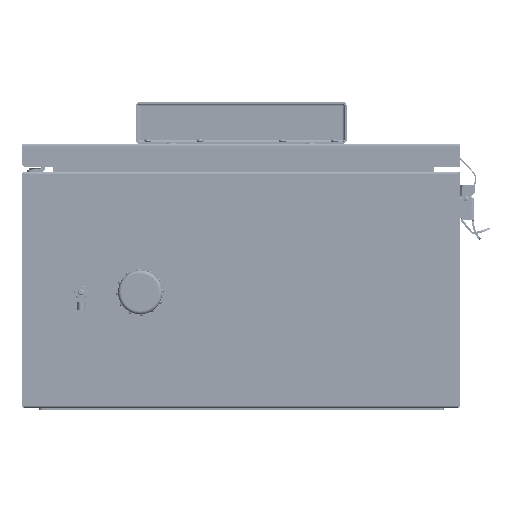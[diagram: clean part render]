
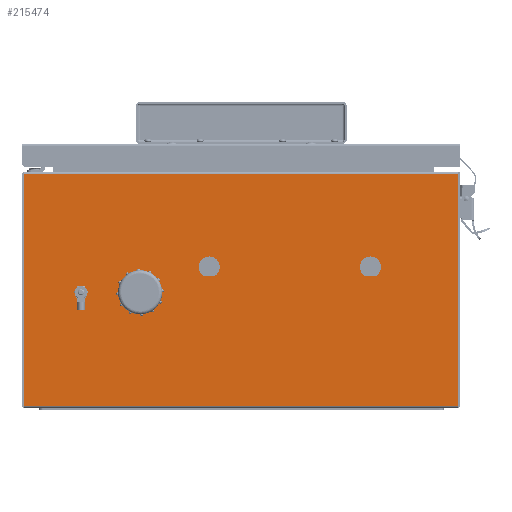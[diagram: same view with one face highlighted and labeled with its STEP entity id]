
A CAD part, front view. The second image highlights one B-rep face of the part: STEP entity #215474.
In plain terms, the highlighted planar face has unit normal (0, -1, 0).
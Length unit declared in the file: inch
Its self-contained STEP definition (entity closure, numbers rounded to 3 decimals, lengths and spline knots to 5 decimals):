
#4951 = ORIENTED_EDGE ( 'NONE', *, *, #65680, .F. ) ;
#6526 = EDGE_CURVE ( 'NONE', #163971, #183276, #106612, .T. ) ;
#9001 = CARTESIAN_POINT ( 'NONE',  ( -6.435, -7.25, 0.005 ) ) ;
#9399 = CARTESIAN_POINT ( 'NONE',  ( -4.75, -7.25, 3.365 ) ) ;
#15263 = CARTESIAN_POINT ( 'NONE',  ( -4.75, -7.25, 3.263 ) ) ;
#18470 = EDGE_CURVE ( 'NONE', #50368, #30576, #72374, .T. ) ;
#19718 = FACE_OUTER_BOUND ( 'NONE', #171938, .T. ) ;
#24421 = EDGE_CURVE ( 'NONE', #43522, #66312, #162410, .T. ) ;
#25901 = EDGE_CURVE ( 'NONE', #30483, #142210, #113862, .T. ) ;
#27771 = FACE_BOUND ( 'NONE', #216661, .T. ) ;
#30483 = VERTEX_POINT ( 'NONE', #114786 ) ;
#30576 = VERTEX_POINT ( 'NONE', #47906 ) ;
#31620 = PLANE ( 'NONE',  #92838 ) ;
#33917 = CIRCLE ( 'NONE', #117592, 0.102 ) ;
#36266 = VERTEX_POINT ( 'NONE', #210800 ) ;
#36985 = ORIENTED_EDGE ( 'NONE', *, *, #111958, .F. ) ;
#37094 = CARTESIAN_POINT ( 'NONE',  ( -1.11482, -7.25, 3.8495 ) ) ;
#38367 = ORIENTED_EDGE ( 'NONE', *, *, #18470, .F. ) ;
#43522 = VERTEX_POINT ( 'NONE', #88549 ) ;
#45288 = ORIENTED_EDGE ( 'NONE', *, *, #25901, .F. ) ;
#45963 = ORIENTED_EDGE ( 'NONE', *, *, #81358, .F. ) ;
#47906 = CARTESIAN_POINT ( 'NONE',  ( -0.78518, -7.25, 3.8495 ) ) ;
#48923 = CIRCLE ( 'NONE', #63674, 0.3125 ) ;
#50368 = VERTEX_POINT ( 'NONE', #37094 ) ;
#51707 = CARTESIAN_POINT ( 'NONE',  ( 3.66518, -7.25, 3.8495 ) ) ;
#51743 = DIRECTION ( 'NONE',  ( 0., -1., 0. ) ) ;
#56134 = ORIENTED_EDGE ( 'NONE', *, *, #79228, .F. ) ;
#61388 = CARTESIAN_POINT ( 'NONE',  ( 6.435, -7.25, 6.875 ) ) ;
#61558 = ORIENTED_EDGE ( 'NONE', *, *, #208167, .F. ) ;
#63674 = AXIS2_PLACEMENT_3D ( 'NONE', #188047, #187320, #188775 ) ;
#64720 = DIRECTION ( 'NONE',  ( 0., -1., 0. ) ) ;
#64893 = FACE_BOUND ( 'NONE', #119066, .T. ) ;
#65680 = EDGE_CURVE ( 'NONE', #30576, #50368, #48923, .T. ) ;
#66312 = VERTEX_POINT ( 'NONE', #88953 ) ;
#68041 = AXIS2_PLACEMENT_3D ( 'NONE', #98493, #148955, #198806 ) ;
#72374 = LINE ( 'NONE', #124837, #202611 ) ;
#74898 = CARTESIAN_POINT ( 'NONE',  ( 6.435, -7.25, 0. ) ) ;
#76269 = DIRECTION ( 'NONE',  ( 0., 0., -1. ) ) ;
#79228 = EDGE_CURVE ( 'NONE', #199028, #102288, #140891, .T. ) ;
#81358 = EDGE_CURVE ( 'NONE', #66312, #43522, #106072, .T. ) ;
#84969 = ORIENTED_EDGE ( 'NONE', *, *, #159098, .F. ) ;
#86674 = CARTESIAN_POINT ( 'NONE',  ( 3.83, -7.25, 4.115 ) ) ;
#88549 = CARTESIAN_POINT ( 'NONE',  ( 3.66518, -7.25, 3.8495 ) ) ;
#88953 = CARTESIAN_POINT ( 'NONE',  ( 3.99482, -7.25, 3.8495 ) ) ;
#90923 = DIRECTION ( 'NONE',  ( 0., -1., 0. ) ) ;
#92838 = AXIS2_PLACEMENT_3D ( 'NONE', #150486, #200310, #218741 ) ;
#93139 = EDGE_CURVE ( 'NONE', #36266, #199028, #118516, .T. ) ;
#94689 = CARTESIAN_POINT ( 'NONE',  ( -3., -7.25, 3.81 ) ) ;
#94797 = DIRECTION ( 'NONE',  ( 0., -1., 0. ) ) ;
#98493 = CARTESIAN_POINT ( 'NONE',  ( -3., -7.25, 3.365 ) ) ;
#101799 = CARTESIAN_POINT ( 'NONE',  ( 6.435, -7.25, 0.005 ) ) ;
#102288 = VERTEX_POINT ( 'NONE', #101799 ) ;
#103225 = CIRCLE ( 'NONE', #195071, 0.445 ) ;
#105434 = DIRECTION ( 'NONE',  ( 0., 0., -1. ) ) ;
#106072 = CIRCLE ( 'NONE', #160428, 0.3125 ) ;
#106612 = CIRCLE ( 'NONE', #167001, 0.102 ) ;
#108553 = ORIENTED_EDGE ( 'NONE', *, *, #93139, .F. ) ;
#110099 = FACE_BOUND ( 'NONE', #124800, .T. ) ;
#111958 = EDGE_CURVE ( 'NONE', #102288, #141184, #154855, .T. ) ;
#113862 = CIRCLE ( 'NONE', #68041, 0.445 ) ;
#114786 = CARTESIAN_POINT ( 'NONE',  ( -3., -7.25, 2.92 ) ) ;
#115969 = EDGE_CURVE ( 'NONE', #141184, #36266, #212801, .T. ) ;
#117546 = ORIENTED_EDGE ( 'NONE', *, *, #24421, .F. ) ;
#117592 = AXIS2_PLACEMENT_3D ( 'NONE', #148615, #64720, #183643 ) ;
#118516 = LINE ( 'NONE', #122687, #195715 ) ;
#119066 = EDGE_LOOP ( 'NONE', ( #84969, #166195 ) ) ;
#122687 = CARTESIAN_POINT ( 'NONE',  ( 0., -7.25, 6.875 ) ) ;
#124800 = EDGE_LOOP ( 'NONE', ( #45288, #61558 ) ) ;
#124837 = CARTESIAN_POINT ( 'NONE',  ( -0.78518, -7.25, 3.8495 ) ) ;
#134241 = CARTESIAN_POINT ( 'NONE',  ( -4.75, -7.25, 3.467 ) ) ;
#137166 = DIRECTION ( 'NONE',  ( 0., 0., -1. ) ) ;
#139784 = DIRECTION ( 'NONE',  ( 1., 0., 0. ) ) ;
#140891 = LINE ( 'NONE', #74898, #143631 ) ;
#141184 = VERTEX_POINT ( 'NONE', #9001 ) ;
#142210 = VERTEX_POINT ( 'NONE', #94689 ) ;
#143631 = VECTOR ( 'NONE', #105434, 39.37008 ) ;
#144321 = CARTESIAN_POINT ( 'NONE',  ( -3., -7.25, 3.365 ) ) ;
#148615 = CARTESIAN_POINT ( 'NONE',  ( -4.75, -7.25, 3.365 ) ) ;
#148955 = DIRECTION ( 'NONE',  ( 0., -1., 0. ) ) ;
#149142 = VECTOR ( 'NONE', #181735, 39.37008 ) ;
#150486 = CARTESIAN_POINT ( 'NONE',  ( 0., -7.25, 0. ) ) ;
#154855 = LINE ( 'NONE', #184769, #213137 ) ;
#156847 = DIRECTION ( 'NONE',  ( 1., 0., 0. ) ) ;
#159098 = EDGE_CURVE ( 'NONE', #183276, #163971, #33917, .T. ) ;
#159278 = EDGE_LOOP ( 'NONE', ( #38367, #4951 ) ) ;
#160428 = AXIS2_PLACEMENT_3D ( 'NONE', #86674, #51743, #137166 ) ;
#162410 = LINE ( 'NONE', #51707, #149142 ) ;
#163971 = VERTEX_POINT ( 'NONE', #134241 ) ;
#166195 = ORIENTED_EDGE ( 'NONE', *, *, #6526, .F. ) ;
#167001 = AXIS2_PLACEMENT_3D ( 'NONE', #9399, #94797, #76269 ) ;
#171938 = EDGE_LOOP ( 'NONE', ( #200904, #36985, #56134, #108553 ) ) ;
#181735 = DIRECTION ( 'NONE',  ( 1., 0., 0. ) ) ;
#183276 = VERTEX_POINT ( 'NONE', #15263 ) ;
#183643 = DIRECTION ( 'NONE',  ( 0., 0., -1. ) ) ;
#184769 = CARTESIAN_POINT ( 'NONE',  ( 6.435, -7.25, 0.005 ) ) ;
#186928 = DIRECTION ( 'NONE',  ( -1., 0., 0. ) ) ;
#187320 = DIRECTION ( 'NONE',  ( 0., -1., 0. ) ) ;
#188047 = CARTESIAN_POINT ( 'NONE',  ( -0.95, -7.25, 4.115 ) ) ;
#188775 = DIRECTION ( 'NONE',  ( 0., 0., -1. ) ) ;
#188796 = CARTESIAN_POINT ( 'NONE',  ( -6.435, -7.25, 0. ) ) ;
#192653 = FACE_BOUND ( 'NONE', #159278, .T. ) ;
#194954 = DIRECTION ( 'NONE',  ( 0., 0., -1. ) ) ;
#195071 = AXIS2_PLACEMENT_3D ( 'NONE', #144321, #90923, #194954 ) ;
#195715 = VECTOR ( 'NONE', #139784, 39.37008 ) ;
#198806 = DIRECTION ( 'NONE',  ( 0., 0., -1. ) ) ;
#199028 = VERTEX_POINT ( 'NONE', #61388 ) ;
#200310 = DIRECTION ( 'NONE',  ( 0., 1., 0. ) ) ;
#200904 = ORIENTED_EDGE ( 'NONE', *, *, #115969, .F. ) ;
#202611 = VECTOR ( 'NONE', #156847, 39.37008 ) ;
#205028 = VECTOR ( 'NONE', #205878, 39.37008 ) ;
#205878 = DIRECTION ( 'NONE',  ( 0., 0., 1. ) ) ;
#208167 = EDGE_CURVE ( 'NONE', #142210, #30483, #103225, .T. ) ;
#210800 = CARTESIAN_POINT ( 'NONE',  ( -6.435, -7.25, 6.875 ) ) ;
#212801 = LINE ( 'NONE', #188796, #205028 ) ;
#213137 = VECTOR ( 'NONE', #186928, 39.37008 ) ;
#215474 = ADVANCED_FACE ( 'NONE', ( #192653, #27771, #110099, #64893, #19718 ), #31620, .F. ) ;
#216661 = EDGE_LOOP ( 'NONE', ( #117546, #45963 ) ) ;
#218741 = DIRECTION ( 'NONE',  ( 0., 0., 1. ) ) ;
